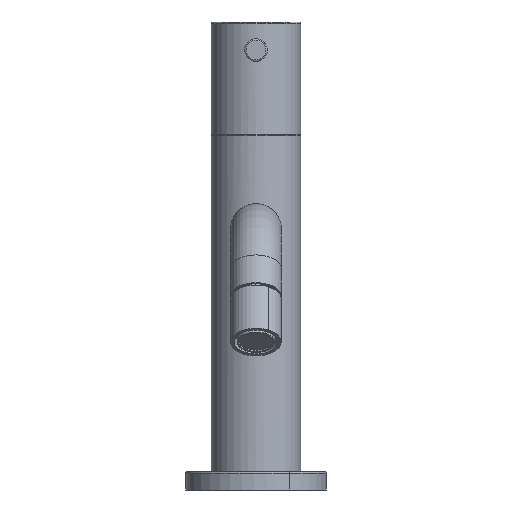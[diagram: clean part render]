
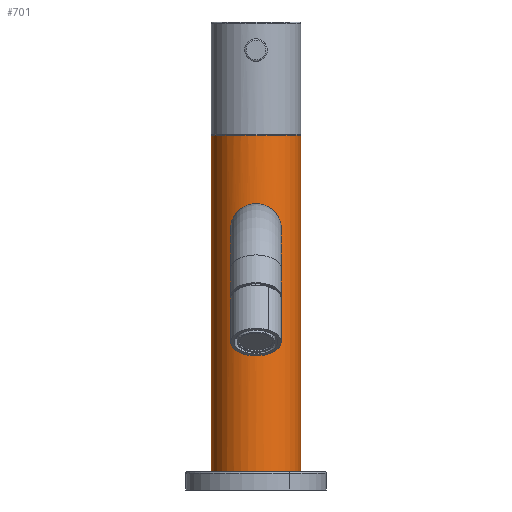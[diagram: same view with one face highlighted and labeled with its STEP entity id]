
A CAD part, front view. The second image highlights one B-rep face of the part: STEP entity #701.
In plain terms, the highlighted cylindrical face has radius 16 mm (diameter 32 mm), a partial arc.
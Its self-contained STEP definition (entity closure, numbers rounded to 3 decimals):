
#588=CARTESIAN_POINT('Axis2P3D Location',(0.,0.,59.)) ;
#593=CARTESIAN_POINT('Line Origine',(16.,0.,59.)) ;
#597=CARTESIAN_POINT('Vertex',(16.,0.,-1.)) ;
#599=CARTESIAN_POINT('Vertex',(16.,0.,119.)) ;
#606=CARTESIAN_POINT('Vertex',(-16.,0.,-1.)) ;
#609=CARTESIAN_POINT('Line Origine',(-16.,0.,59.)) ;
#613=CARTESIAN_POINT('Vertex',(-16.,0.,119.)) ;
#628=CARTESIAN_POINT('Axis2P3D Location',(0.,0.,-1.)) ;
#633=CARTESIAN_POINT('Axis2P3D Location',(0.,0.,119.)) ;
#645=CARTESIAN_POINT('Control Point',(-4.339,-15.4,77.558)) ;
#646=CARTESIAN_POINT('Control Point',(-3.672,-15.588,77.193)) ;
#647=CARTESIAN_POINT('Control Point',(-2.96,-15.75,76.896)) ;
#648=CARTESIAN_POINT('Control Point',(-2.212,-15.875,76.672)) ;
#649=CARTESIAN_POINT('Control Point',(-0.71,-16.029,76.398)) ;
#650=CARTESIAN_POINT('Control Point',(0.824,-16.005,76.442)) ;
#651=CARTESIAN_POINT('Control Point',(1.563,-15.949,76.54)) ;
#652=CARTESIAN_POINT('Control Point',(3.556,-15.681,77.017)) ;
#653=CARTESIAN_POINT('Control Point',(5.321,-15.155,78.013)) ;
#654=CARTESIAN_POINT('Control Point',(6.303,-14.754,78.826)) ;
#655=CARTESIAN_POINT('Control Point',(7.502,-14.158,80.216)) ;
#656=CARTESIAN_POINT('Control Point',(8.319,-13.671,81.87)) ;
#657=CARTESIAN_POINT('Control Point',(8.533,-13.537,82.404)) ;
#658=CARTESIAN_POINT('Control Point',(9.005,-13.231,83.923)) ;
#659=CARTESIAN_POINT('Control Point',(9.139,-13.132,85.549)) ;
#660=CARTESIAN_POINT('Control Point',(9.071,-13.181,86.595)) ;
#661=CARTESIAN_POINT('Control Point',(8.578,-13.526,88.94)) ;
#662=CARTESIAN_POINT('Control Point',(7.396,-14.224,90.96)) ;
#663=CARTESIAN_POINT('Control Point',(6.536,-14.662,91.964)) ;
#664=CARTESIAN_POINT('Control Point',(5.505,-15.072,92.805)) ;
#665=CARTESIAN_POINT('Control Point',(4.339,-15.4,93.442)) ;
#666=CARTESIAN_POINT('Vertex',(-4.339,-15.4,77.558)) ;
#668=CARTESIAN_POINT('Vertex',(4.339,-15.4,93.442)) ;
#672=CARTESIAN_POINT('Control Point',(-4.339,-15.4,77.558)) ;
#673=CARTESIAN_POINT('Control Point',(-5.042,-15.202,77.942)) ;
#674=CARTESIAN_POINT('Control Point',(-5.697,-14.975,78.401)) ;
#675=CARTESIAN_POINT('Control Point',(-6.294,-14.729,78.926)) ;
#676=CARTESIAN_POINT('Control Point',(-7.224,-14.294,79.94)) ;
#677=CARTESIAN_POINT('Control Point',(-7.949,-13.892,81.115)) ;
#678=CARTESIAN_POINT('Control Point',(-8.218,-13.732,81.641)) ;
#679=CARTESIAN_POINT('Control Point',(-8.643,-13.468,82.673)) ;
#680=CARTESIAN_POINT('Control Point',(-8.908,-13.292,83.774)) ;
#681=CARTESIAN_POINT('Control Point',(-8.994,-13.233,84.3)) ;
#682=CARTESIAN_POINT('Control Point',(-9.125,-13.143,85.777)) ;
#683=CARTESIAN_POINT('Control Point',(-8.953,-13.261,87.261)) ;
#684=CARTESIAN_POINT('Control Point',(-8.719,-13.423,88.179)) ;
#685=CARTESIAN_POINT('Control Point',(-7.864,-13.969,90.342)) ;
#686=CARTESIAN_POINT('Control Point',(-6.402,-14.718,92.111)) ;
#687=CARTESIAN_POINT('Control Point',(-5.343,-15.16,93.002)) ;
#688=CARTESIAN_POINT('Control Point',(-3.456,-15.715,94.047)) ;
#689=CARTESIAN_POINT('Control Point',(-1.326,-15.971,94.5)) ;
#690=CARTESIAN_POINT('Control Point',(-0.569,-16.017,94.58)) ;
#691=CARTESIAN_POINT('Control Point',(0.923,-16.016,94.579)) ;
#692=CARTESIAN_POINT('Control Point',(2.374,-15.847,94.278)) ;
#693=CARTESIAN_POINT('Control Point',(3.063,-15.726,94.061)) ;
#694=CARTESIAN_POINT('Control Point',(3.72,-15.575,93.78)) ;
#695=CARTESIAN_POINT('Control Point',(4.339,-15.4,93.442)) ;
#595=VECTOR('Line Direction',#594,1.) ;
#611=VECTOR('Line Direction',#610,1.) ;
#589=DIRECTION('Axis2P3D Direction',(0.,0.,1.)) ;
#590=DIRECTION('Axis2P3D XDirection',(1.,0.,0.)) ;
#594=DIRECTION('Vector Direction',(0.,0.,1.)) ;
#610=DIRECTION('Vector Direction',(0.,0.,1.)) ;
#629=DIRECTION('Axis2P3D Direction',(0.,0.,1.)) ;
#634=DIRECTION('Axis2P3D Direction',(0.,0.,1.)) ;
#591=AXIS2_PLACEMENT_3D('Cylinder Axis2P3D',#588,#589,#590) ;
#630=AXIS2_PLACEMENT_3D('Circle Axis2P3D',#628,#629,$) ;
#635=AXIS2_PLACEMENT_3D('Circle Axis2P3D',#633,#634,$) ;
#596=LINE('Line',#593,#595) ;
#612=LINE('Line',#609,#611) ;
#631=CIRCLE('generated circle',#630,16.) ;
#636=CIRCLE('generated circle',#635,16.) ;
#592=CYLINDRICAL_SURFACE('generated cylinder',#591,16.) ;
#700=FACE_BOUND('',#697,.T.) ;
#601=EDGE_CURVE('',#598,#600,#596,.T.) ;
#615=EDGE_CURVE('',#607,#614,#612,.T.) ;
#632=EDGE_CURVE('',#607,#598,#631,.T.) ;
#637=EDGE_CURVE('',#614,#600,#636,.T.) ;
#670=EDGE_CURVE('',#667,#669,#644,.T.) ;
#696=EDGE_CURVE('',#667,#669,#671,.T.) ;
#639=ORIENTED_EDGE('',*,*,#615,.F.) ;
#640=ORIENTED_EDGE('',*,*,#632,.T.) ;
#641=ORIENTED_EDGE('',*,*,#601,.T.) ;
#642=ORIENTED_EDGE('',*,*,#637,.F.) ;
#698=ORIENTED_EDGE('',*,*,#670,.F.) ;
#699=ORIENTED_EDGE('',*,*,#696,.T.) ;
#638=EDGE_LOOP('',(#639,#640,#641,#642)) ;
#697=EDGE_LOOP('',(#698,#699)) ;
#598=VERTEX_POINT('',#597) ;
#600=VERTEX_POINT('',#599) ;
#607=VERTEX_POINT('',#606) ;
#614=VERTEX_POINT('',#613) ;
#667=VERTEX_POINT('',#666) ;
#669=VERTEX_POINT('',#668) ;
#701=ADVANCED_FACE('PR95272.1\\P44020.1\\PartBody',(#643,#700),#592,.T.) ;
#644=B_SPLINE_CURVE_WITH_KNOTS('',5,(#645,#646,#647,#648,#649,#650,#651,#652,#653,#654,#655,#656,#657,#658,#659,#660,#661,#662,#663,#664,#665),.UNSPECIFIED.,.F.,.U.,(6,3,3,3,3,3,6),(0.,5.538,10.776,20.069,24.223,31.478,41.156),.UNSPECIFIED.) ;
#671=B_SPLINE_CURVE_WITH_KNOTS('',5,(#672,#673,#674,#675,#676,#677,#678,#679,#680,#681,#682,#683,#684,#685,#686,#687,#688,#689,#690,#691,#692,#693,#694,#695),.UNSPECIFIED.,.F.,.U.,(6,3,3,3,3,3,3,6),(0.,5.839,10.143,13.915,20.607,30.678,36.016,41.155),.UNSPECIFIED.) ;
#643=FACE_OUTER_BOUND('',#638,.T.) ;
